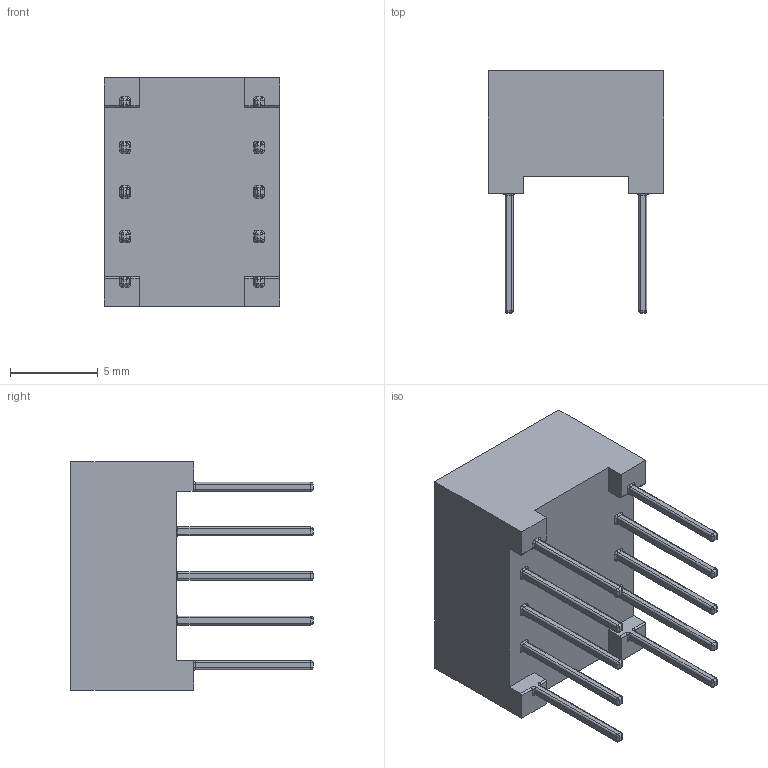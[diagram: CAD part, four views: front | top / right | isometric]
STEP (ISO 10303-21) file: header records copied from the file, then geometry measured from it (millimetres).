
FILE_DESCRIPTION (( 'STEP AP214' ), '1' );
FILE_NAME ('SevenSegment_JLCPCB.STEP', '2023-12-09T16:12:56', ( '' ), ( '' ), 'SwSTEP 2.0', 'SolidWorks 2020', '' );
FILE_SCHEMA (( 'AUTOMOTIVE_DESIGN' ));
Length unit declared in the file: millimetre
Products named in the file (1): SevenSegment_JLCPCB
Bounding box: 10 x 13.8 x 13 mm (x, y, z)
Volume: 791.7 mm3; surface area: 731.6 mm2
Topology: 1 solids, 1 shells, 320 faces, 752 edges, 408 vertices
Faces by surface type: cylinder 126, plane 114, bspline 40, torus 40
Entity records: 12823 total; most frequent: CARTESIAN_POINT 2601, ORIENTED_EDGE 1424, DIRECTION 1406, EDGE_CURVE 712, AXIS2_PLACEMENT_3D 493, VECTOR 420, LINE 420, VERTEX_POINT 408
